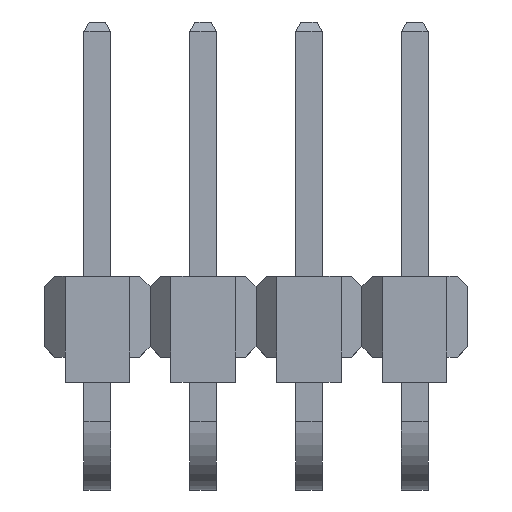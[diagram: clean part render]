
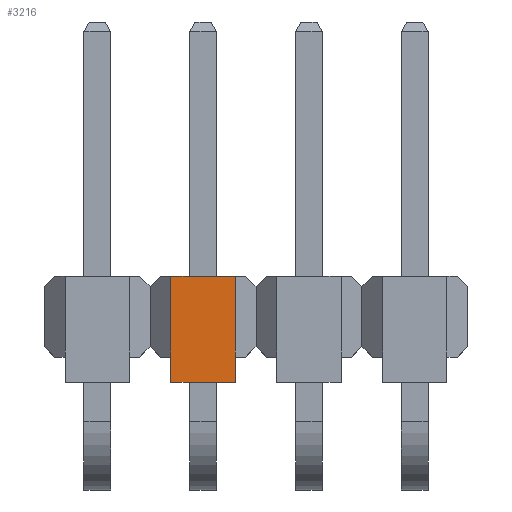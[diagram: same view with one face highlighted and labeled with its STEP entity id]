
A CAD part, top view. The second image highlights one B-rep face of the part: STEP entity #3216.
In plain terms, the highlighted planar face has unit normal (0, 0, 1).
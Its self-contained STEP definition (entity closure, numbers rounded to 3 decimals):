
#1343 = PLANE('',#1344);
#1344 = AXIS2_PLACEMENT_3D('',#1345,#1346,#1347);
#1345 = CARTESIAN_POINT('',(-2.49,4.8,2.17));
#1346 = DIRECTION('',(-0.707,0.,0.707));
#1347 = DIRECTION('',(0.,-1.,-0.));
#2124 = VERTEX_POINT('',#2125);
#2125 = CARTESIAN_POINT('',(-1.99,4.8,2.67));
#2139 = PLANE('',#2140);
#2140 = AXIS2_PLACEMENT_3D('',#2141,#2142,#2143);
#2141 = CARTESIAN_POINT('',(6.4,4.8,1.4));
#2142 = DIRECTION('',(0.,-1.,-0.));
#2143 = DIRECTION('',(1.,0.,0.));
#2151 = EDGE_CURVE('',#2124,#2152,#2154,.T.);
#2152 = VERTEX_POINT('',#2153);
#2153 = CARTESIAN_POINT('',(-1.99,2.86,2.67));
#2154 = SURFACE_CURVE('',#2155,(#2159,#2166),.PCURVE_S1.);
#2155 = LINE('',#2156,#2157);
#2156 = CARTESIAN_POINT('',(-1.99,4.8,2.67));
#2157 = VECTOR('',#2158,1.);
#2158 = DIRECTION('',(0.,-1.,-0.));
#2159 = PCURVE('',#1343,#2160);
#2160 = DEFINITIONAL_REPRESENTATION('',(#2161),#2165);
#2161 = LINE('',#2162,#2163);
#2162 = CARTESIAN_POINT('',(-0.,0.707));
#2163 = VECTOR('',#2164,1.);
#2164 = DIRECTION('',(1.,0.));
#2165 = ( GEOMETRIC_REPRESENTATION_CONTEXT(2) 
PARAMETRIC_REPRESENTATION_CONTEXT() REPRESENTATION_CONTEXT('2D SPACE',''
  ) );
#2166 = PCURVE('',#2167,#2172);
#2167 = PLANE('',#2168);
#2168 = AXIS2_PLACEMENT_3D('',#2169,#2170,#2171);
#2169 = CARTESIAN_POINT('',(0.05,4.8,2.67));
#2170 = DIRECTION('',(0.,0.,1.));
#2171 = DIRECTION('',(-1.,0.,0.));
#2172 = DEFINITIONAL_REPRESENTATION('',(#2173),#2177);
#2173 = LINE('',#2174,#2175);
#2174 = CARTESIAN_POINT('',(2.04,0.));
#2175 = VECTOR('',#2176,1.);
#2176 = DIRECTION('',(0.,1.));
#2177 = ( GEOMETRIC_REPRESENTATION_CONTEXT(2) 
PARAMETRIC_REPRESENTATION_CONTEXT() REPRESENTATION_CONTEXT('2D SPACE',''
  ) );
#3062 = VERTEX_POINT('',#3063);
#3063 = CARTESIAN_POINT('',(-0.45,4.8,2.67));
#3077 = PLANE('',#3078);
#3078 = AXIS2_PLACEMENT_3D('',#3079,#3080,#3081);
#3079 = CARTESIAN_POINT('',(-0.45,4.8,2.67));
#3080 = DIRECTION('',(0.707,0.,0.707));
#3081 = DIRECTION('',(-0.,-1.,0.));
#3089 = EDGE_CURVE('',#3062,#2124,#3090,.T.);
#3090 = SURFACE_CURVE('',#3091,(#3095,#3102),.PCURVE_S1.);
#3091 = LINE('',#3092,#3093);
#3092 = CARTESIAN_POINT('',(-0.45,4.8,2.67));
#3093 = VECTOR('',#3094,1.);
#3094 = DIRECTION('',(-1.,0.,0.));
#3095 = PCURVE('',#2139,#3096);
#3096 = DEFINITIONAL_REPRESENTATION('',(#3097),#3101);
#3097 = LINE('',#3098,#3099);
#3098 = CARTESIAN_POINT('',(-6.85,1.27));
#3099 = VECTOR('',#3100,1.);
#3100 = DIRECTION('',(-1.,-0.));
#3101 = ( GEOMETRIC_REPRESENTATION_CONTEXT(2) 
PARAMETRIC_REPRESENTATION_CONTEXT() REPRESENTATION_CONTEXT('2D SPACE',''
  ) );
#3102 = PCURVE('',#2167,#3103);
#3103 = DEFINITIONAL_REPRESENTATION('',(#3104),#3108);
#3104 = LINE('',#3105,#3106);
#3105 = CARTESIAN_POINT('',(0.5,0.));
#3106 = VECTOR('',#3107,1.);
#3107 = DIRECTION('',(1.,0.));
#3108 = ( GEOMETRIC_REPRESENTATION_CONTEXT(2) 
PARAMETRIC_REPRESENTATION_CONTEXT() REPRESENTATION_CONTEXT('2D SPACE',''
  ) );
#3216 = ADVANCED_FACE('',(#3217),#2167,.T.);
#3217 = FACE_BOUND('',#3218,.F.);
#3218 = EDGE_LOOP('',(#3219,#3249,#3277,#3303,#3304,#3305));
#3219 = ORIENTED_EDGE('',*,*,#3220,.F.);
#3220 = EDGE_CURVE('',#3221,#3223,#3225,.T.);
#3221 = VERTEX_POINT('',#3222);
#3222 = CARTESIAN_POINT('',(-0.45,2.26,2.67));
#3223 = VERTEX_POINT('',#3224);
#3224 = CARTESIAN_POINT('',(-0.45,2.86,2.67));
#3225 = SURFACE_CURVE('',#3226,(#3230,#3237),.PCURVE_S1.);
#3226 = LINE('',#3227,#3228);
#3227 = CARTESIAN_POINT('',(-0.45,2.26,2.67));
#3228 = VECTOR('',#3229,1.);
#3229 = DIRECTION('',(0.,1.,0.));
#3230 = PCURVE('',#2167,#3231);
#3231 = DEFINITIONAL_REPRESENTATION('',(#3232),#3236);
#3232 = LINE('',#3233,#3234);
#3233 = CARTESIAN_POINT('',(0.5,2.54));
#3234 = VECTOR('',#3235,1.);
#3235 = DIRECTION('',(0.,-1.));
#3236 = ( GEOMETRIC_REPRESENTATION_CONTEXT(2) 
PARAMETRIC_REPRESENTATION_CONTEXT() REPRESENTATION_CONTEXT('2D SPACE',''
  ) );
#3237 = PCURVE('',#3238,#3243);
#3238 = PLANE('',#3239);
#3239 = AXIS2_PLACEMENT_3D('',#3240,#3241,#3242);
#3240 = CARTESIAN_POINT('',(-0.45,2.26,2.67));
#3241 = DIRECTION('',(-1.,0.,0.));
#3242 = DIRECTION('',(0.,0.,-1.));
#3243 = DEFINITIONAL_REPRESENTATION('',(#3244),#3248);
#3244 = LINE('',#3245,#3246);
#3245 = CARTESIAN_POINT('',(0.,0.));
#3246 = VECTOR('',#3247,1.);
#3247 = DIRECTION('',(0.,-1.));
#3248 = ( GEOMETRIC_REPRESENTATION_CONTEXT(2) 
PARAMETRIC_REPRESENTATION_CONTEXT() REPRESENTATION_CONTEXT('2D SPACE',''
  ) );
#3249 = ORIENTED_EDGE('',*,*,#3250,.T.);
#3250 = EDGE_CURVE('',#3221,#3251,#3253,.T.);
#3251 = VERTEX_POINT('',#3252);
#3252 = CARTESIAN_POINT('',(-1.99,2.26,2.67));
#3253 = SURFACE_CURVE('',#3254,(#3258,#3265),.PCURVE_S1.);
#3254 = LINE('',#3255,#3256);
#3255 = CARTESIAN_POINT('',(-0.45,2.26,2.67));
#3256 = VECTOR('',#3257,1.);
#3257 = DIRECTION('',(-1.,0.,0.));
#3258 = PCURVE('',#2167,#3259);
#3259 = DEFINITIONAL_REPRESENTATION('',(#3260),#3264);
#3260 = LINE('',#3261,#3262);
#3261 = CARTESIAN_POINT('',(0.5,2.54));
#3262 = VECTOR('',#3263,1.);
#3263 = DIRECTION('',(1.,0.));
#3264 = ( GEOMETRIC_REPRESENTATION_CONTEXT(2) 
PARAMETRIC_REPRESENTATION_CONTEXT() REPRESENTATION_CONTEXT('2D SPACE',''
  ) );
#3265 = PCURVE('',#3266,#3271);
#3266 = PLANE('',#3267);
#3267 = AXIS2_PLACEMENT_3D('',#3268,#3269,#3270);
#3268 = CARTESIAN_POINT('',(6.4,2.26,1.4));
#3269 = DIRECTION('',(0.,-1.,-0.));
#3270 = DIRECTION('',(1.,0.,0.));
#3271 = DEFINITIONAL_REPRESENTATION('',(#3272),#3276);
#3272 = LINE('',#3273,#3274);
#3273 = CARTESIAN_POINT('',(-6.85,1.27));
#3274 = VECTOR('',#3275,1.);
#3275 = DIRECTION('',(-1.,-0.));
#3276 = ( GEOMETRIC_REPRESENTATION_CONTEXT(2) 
PARAMETRIC_REPRESENTATION_CONTEXT() REPRESENTATION_CONTEXT('2D SPACE',''
  ) );
#3277 = ORIENTED_EDGE('',*,*,#3278,.T.);
#3278 = EDGE_CURVE('',#3251,#2152,#3279,.T.);
#3279 = SURFACE_CURVE('',#3280,(#3284,#3291),.PCURVE_S1.);
#3280 = LINE('',#3281,#3282);
#3281 = CARTESIAN_POINT('',(-1.99,2.26,2.67));
#3282 = VECTOR('',#3283,1.);
#3283 = DIRECTION('',(0.,1.,0.));
#3284 = PCURVE('',#2167,#3285);
#3285 = DEFINITIONAL_REPRESENTATION('',(#3286),#3290);
#3286 = LINE('',#3287,#3288);
#3287 = CARTESIAN_POINT('',(2.04,2.54));
#3288 = VECTOR('',#3289,1.);
#3289 = DIRECTION('',(0.,-1.));
#3290 = ( GEOMETRIC_REPRESENTATION_CONTEXT(2) 
PARAMETRIC_REPRESENTATION_CONTEXT() REPRESENTATION_CONTEXT('2D SPACE',''
  ) );
#3291 = PCURVE('',#3292,#3297);
#3292 = PLANE('',#3293);
#3293 = AXIS2_PLACEMENT_3D('',#3294,#3295,#3296);
#3294 = CARTESIAN_POINT('',(-1.99,2.26,2.17));
#3295 = DIRECTION('',(1.,0.,0.));
#3296 = DIRECTION('',(0.,0.,1.));
#3297 = DEFINITIONAL_REPRESENTATION('',(#3298),#3302);
#3298 = LINE('',#3299,#3300);
#3299 = CARTESIAN_POINT('',(0.5,0.));
#3300 = VECTOR('',#3301,1.);
#3301 = DIRECTION('',(0.,-1.));
#3302 = ( GEOMETRIC_REPRESENTATION_CONTEXT(2) 
PARAMETRIC_REPRESENTATION_CONTEXT() REPRESENTATION_CONTEXT('2D SPACE',''
  ) );
#3303 = ORIENTED_EDGE('',*,*,#2151,.F.);
#3304 = ORIENTED_EDGE('',*,*,#3089,.F.);
#3305 = ORIENTED_EDGE('',*,*,#3306,.T.);
#3306 = EDGE_CURVE('',#3062,#3223,#3307,.T.);
#3307 = SURFACE_CURVE('',#3308,(#3312,#3319),.PCURVE_S1.);
#3308 = LINE('',#3309,#3310);
#3309 = CARTESIAN_POINT('',(-0.45,4.8,2.67));
#3310 = VECTOR('',#3311,1.);
#3311 = DIRECTION('',(0.,-1.,-0.));
#3312 = PCURVE('',#2167,#3313);
#3313 = DEFINITIONAL_REPRESENTATION('',(#3314),#3318);
#3314 = LINE('',#3315,#3316);
#3315 = CARTESIAN_POINT('',(0.5,0.));
#3316 = VECTOR('',#3317,1.);
#3317 = DIRECTION('',(0.,1.));
#3318 = ( GEOMETRIC_REPRESENTATION_CONTEXT(2) 
PARAMETRIC_REPRESENTATION_CONTEXT() REPRESENTATION_CONTEXT('2D SPACE',''
  ) );
#3319 = PCURVE('',#3077,#3320);
#3320 = DEFINITIONAL_REPRESENTATION('',(#3321),#3325);
#3321 = LINE('',#3322,#3323);
#3322 = CARTESIAN_POINT('',(0.,0.));
#3323 = VECTOR('',#3324,1.);
#3324 = DIRECTION('',(1.,0.));
#3325 = ( GEOMETRIC_REPRESENTATION_CONTEXT(2) 
PARAMETRIC_REPRESENTATION_CONTEXT() REPRESENTATION_CONTEXT('2D SPACE',''
  ) );
